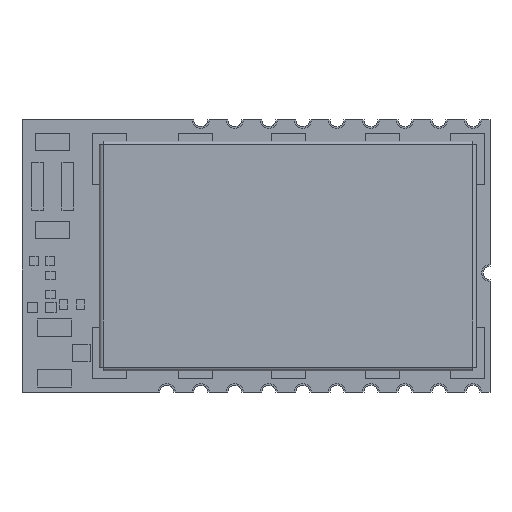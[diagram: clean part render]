
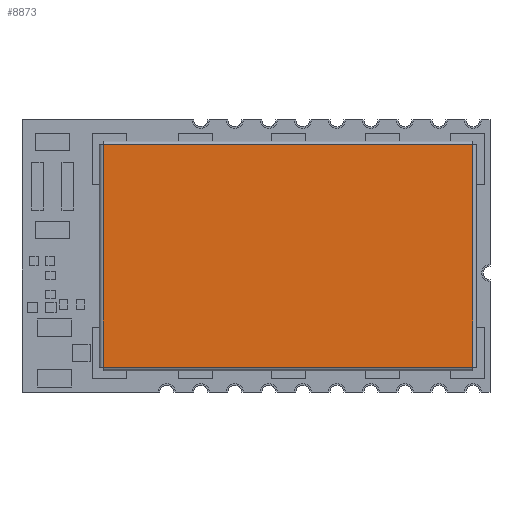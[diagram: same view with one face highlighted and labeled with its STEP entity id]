
A CAD part, top view. The second image highlights one B-rep face of the part: STEP entity #8873.
In plain terms, the highlighted planar face has unit normal (0, 0, 1).
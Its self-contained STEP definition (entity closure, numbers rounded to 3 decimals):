
#1764=ORIENTED_EDGE('',*,*,#3519,.T.);
#1765=ORIENTED_EDGE('',*,*,#3520,.F.);
#1766=ORIENTED_EDGE('',*,*,#3521,.F.);
#1767=ORIENTED_EDGE('',*,*,#3522,.T.);
#3519=EDGE_CURVE('',#4483,#4496,#5500,.T.);
#3520=EDGE_CURVE('',#4486,#4496,#5501,.T.);
#3521=EDGE_CURVE('',#4490,#4486,#5502,.T.);
#3522=EDGE_CURVE('',#4490,#4483,#5503,.T.);
#4483=VERTEX_POINT('',#13988);
#4486=VERTEX_POINT('',#13996);
#4490=VERTEX_POINT('',#14006);
#4496=VERTEX_POINT('',#14024);
#5500=LINE('',#14023,#6629);
#5501=LINE('',#14025,#6630);
#5502=LINE('',#14026,#6631);
#5503=LINE('',#14027,#6632);
#6629=VECTOR('',#11448,1000.);
#6630=VECTOR('',#11449,1000.);
#6631=VECTOR('',#11450,1000.);
#6632=VECTOR('',#11451,1000.);
#7358=EDGE_LOOP('',(#1764,#1765,#1766,#1767));
#7897=FACE_BOUND('',#7358,.T.);
#8387=PLANE('',#9723);
#8873=ADVANCED_FACE('',(#7897),#8387,.F.);
#9723=AXIS2_PLACEMENT_3D('',#14022,#11446,#11447);
#11446=DIRECTION('',(0.,0.,-1.));
#11447=DIRECTION('',(-1.,0.,0.));
#11448=DIRECTION('',(1.,0.,0.));
#11449=DIRECTION('',(0.,-1.,0.));
#11450=DIRECTION('',(1.,0.,0.));
#11451=DIRECTION('',(0.,-1.,0.));
#13988=CARTESIAN_POINT('',(-10.855,-6.53,2.));
#13996=CARTESIAN_POINT('',(10.855,6.53,2.));
#14006=CARTESIAN_POINT('',(-10.855,6.53,2.));
#14022=CARTESIAN_POINT('',(-11.075,6.53,2.));
#14023=CARTESIAN_POINT('',(-11.075,-6.53,2.));
#14024=CARTESIAN_POINT('',(10.855,-6.53,2.));
#14025=CARTESIAN_POINT('',(10.855,6.53,2.));
#14026=CARTESIAN_POINT('',(-11.075,6.53,2.));
#14027=CARTESIAN_POINT('',(-10.855,6.53,2.));
